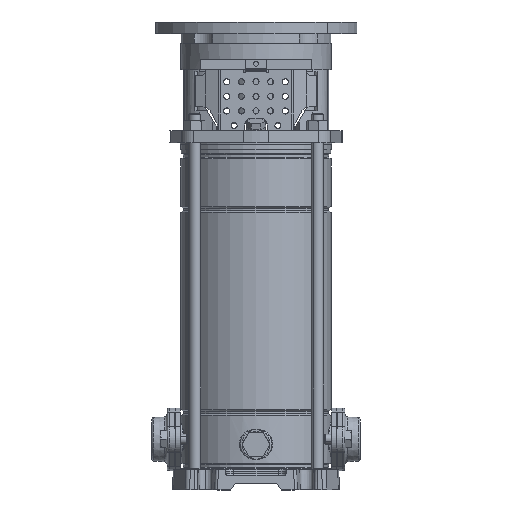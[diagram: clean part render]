
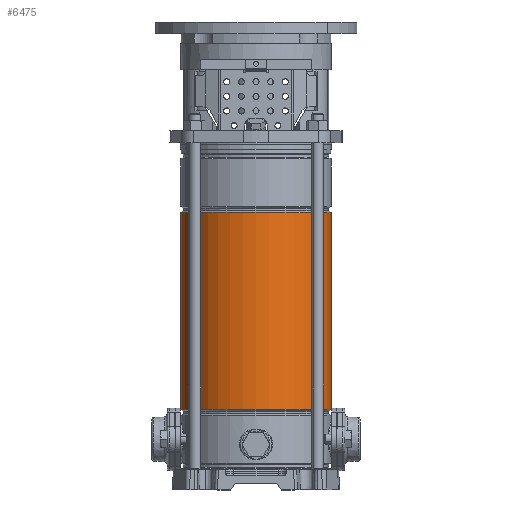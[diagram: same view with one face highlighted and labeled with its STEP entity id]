
A CAD part, top view. The second image highlights one B-rep face of the part: STEP entity #6475.
In plain terms, the highlighted cylindrical face has radius 74.4 mm (diameter 148.8 mm), a partial arc.
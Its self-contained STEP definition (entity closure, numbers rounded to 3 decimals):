
#102 = CARTESIAN_POINT ( 'NONE',  ( -74.4, 0., 0. ) ) ;
#598 = DIRECTION ( 'NONE',  ( -1., 0., 0. ) ) ;
#652 = ORIENTED_EDGE ( 'NONE', *, *, #22083, .F. ) ;
#2445 = LINE ( 'NONE', #102, #28992 ) ;
#3270 = CARTESIAN_POINT ( 'NONE',  ( 0., 0., 0. ) ) ;
#3597 = DIRECTION ( 'NONE',  ( 0., 0., -1. ) ) ;
#4147 = DIRECTION ( 'NONE',  ( -1., 0., 0. ) ) ;
#4699 = AXIS2_PLACEMENT_3D ( 'NONE', #21976, #21645, #30021 ) ;
#4929 = VECTOR ( 'NONE', #3597, 1000. ) ;
#6275 = ORIENTED_EDGE ( 'NONE', *, *, #30351, .T. ) ;
#6475 = ADVANCED_FACE ( 'NONE', ( #16087 ), #18277, .T. ) ;
#7644 = EDGE_CURVE ( 'NONE', #11238, #16226, #10924, .T. ) ;
#9204 = CARTESIAN_POINT ( 'NONE',  ( 74.4, 0., 262.664 ) ) ;
#10538 = CIRCLE ( 'NONE', #4699, 74.4 ) ;
#10704 = AXIS2_PLACEMENT_3D ( 'NONE', #3270, #23458, #598 ) ;
#10854 = EDGE_LOOP ( 'NONE', ( #13338, #6275, #23741, #652 ) ) ;
#10924 = LINE ( 'NONE', #26457, #4929 ) ;
#11238 = VERTEX_POINT ( 'NONE', #9204 ) ;
#11624 = CARTESIAN_POINT ( 'NONE',  ( 0., 0., 262.664 ) ) ;
#11646 = CIRCLE ( 'NONE', #14859, 74.4 ) ;
#12929 = VERTEX_POINT ( 'NONE', #13939 ) ;
#13338 = ORIENTED_EDGE ( 'NONE', *, *, #7644, .F. ) ;
#13939 = CARTESIAN_POINT ( 'NONE',  ( -74.4, 0., 67.336 ) ) ;
#14859 = AXIS2_PLACEMENT_3D ( 'NONE', #11624, #30035, #4147 ) ;
#15880 = CARTESIAN_POINT ( 'NONE',  ( -74.4, 0., 262.664 ) ) ;
#16087 = FACE_OUTER_BOUND ( 'NONE', #10854, .T. ) ;
#16226 = VERTEX_POINT ( 'NONE', #30138 ) ;
#17175 = EDGE_CURVE ( 'NONE', #20261, #12929, #2445, .T. ) ;
#18277 = CYLINDRICAL_SURFACE ( 'NONE', #10704, 74.4 ) ;
#20261 = VERTEX_POINT ( 'NONE', #15880 ) ;
#21645 = DIRECTION ( 'NONE',  ( 0., 0., -1. ) ) ;
#21976 = CARTESIAN_POINT ( 'NONE',  ( 0., 0., 67.336 ) ) ;
#22083 = EDGE_CURVE ( 'NONE', #16226, #12929, #10538, .T. ) ;
#23458 = DIRECTION ( 'NONE',  ( 0., 0., -1. ) ) ;
#23741 = ORIENTED_EDGE ( 'NONE', *, *, #17175, .T. ) ;
#26457 = CARTESIAN_POINT ( 'NONE',  ( 74.4, 0., 0. ) ) ;
#28992 = VECTOR ( 'NONE', #31163, 1000. ) ;
#30021 = DIRECTION ( 'NONE',  ( -1., 0., 0. ) ) ;
#30035 = DIRECTION ( 'NONE',  ( 0., 0., -1. ) ) ;
#30138 = CARTESIAN_POINT ( 'NONE',  ( 74.4, 0., 67.336 ) ) ;
#30351 = EDGE_CURVE ( 'NONE', #11238, #20261, #11646, .T. ) ;
#31163 = DIRECTION ( 'NONE',  ( 0., 0., -1. ) ) ;
